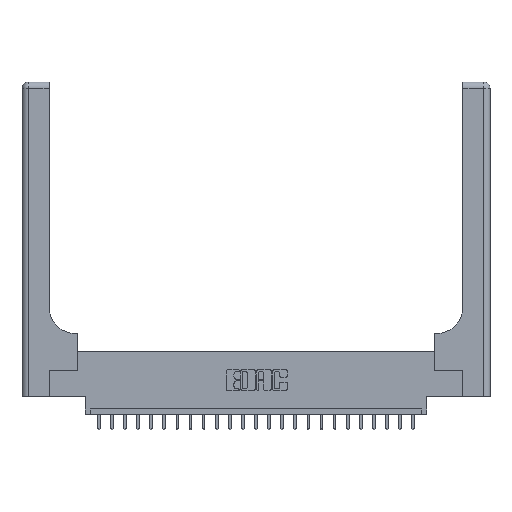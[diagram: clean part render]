
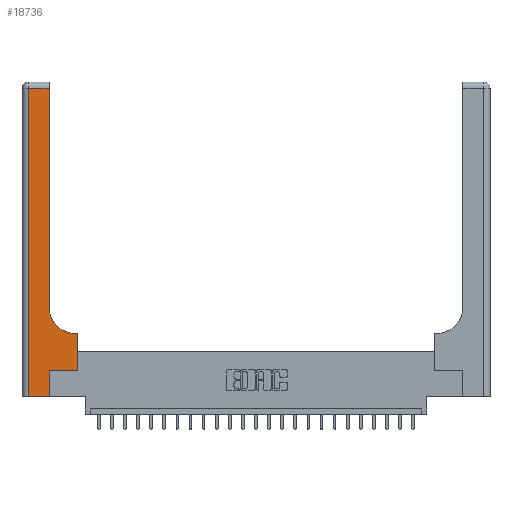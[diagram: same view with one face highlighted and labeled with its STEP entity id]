
A CAD part, top view. The second image highlights one B-rep face of the part: STEP entity #18736.
In plain terms, the highlighted planar face has unit normal (0, 0, 1).
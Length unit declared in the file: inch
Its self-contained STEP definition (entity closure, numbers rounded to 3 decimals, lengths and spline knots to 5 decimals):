
#650 = LINE ( 'NONE', #3015, #18238 ) ;
#855 = ORIENTED_EDGE ( 'NONE', *, *, #21818, .T. ) ;
#878 = CARTESIAN_POINT ( 'NONE',  ( 0.528, 0.25, 0.37 ) ) ;
#970 = LINE ( 'NONE', #2846, #7382 ) ;
#1303 = DIRECTION ( 'NONE',  ( 0., 1., 0. ) ) ;
#1606 = FACE_OUTER_BOUND ( 'NONE', #16762, .T. ) ;
#1686 = EDGE_CURVE ( 'NONE', #6114, #13994, #7877, .T. ) ;
#2846 = CARTESIAN_POINT ( 'NONE',  ( 0.528, 0.25, 0.37 ) ) ;
#3015 = CARTESIAN_POINT ( 'NONE',  ( 0.265, 0.25, 0.37 ) ) ;
#3045 = CARTESIAN_POINT ( 'NONE',  ( 0.265, 0., 0.37 ) ) ;
#3072 = EDGE_CURVE ( 'NONE', #20687, #9444, #22659, .T. ) ;
#3419 = VECTOR ( 'NONE', #3799, 39.37008 ) ;
#3695 = LINE ( 'NONE', #7075, #3419 ) ;
#3799 = DIRECTION ( 'NONE',  ( -1., 0., 0. ) ) ;
#3815 = DIRECTION ( 'NONE',  ( 0., -1., 0. ) ) ;
#4071 = ORIENTED_EDGE ( 'NONE', *, *, #14368, .T. ) ;
#4588 = VECTOR ( 'NONE', #15536, 39.37008 ) ;
#4600 = CARTESIAN_POINT ( 'NONE',  ( 0.26, 3., 0.37 ) ) ;
#5147 = LINE ( 'NONE', #3045, #4588 ) ;
#5305 = DIRECTION ( 'NONE',  ( 0., 0., -1. ) ) ;
#5665 = VERTEX_POINT ( 'NONE', #878 ) ;
#5890 = DIRECTION ( 'NONE',  ( 1., 0., 0. ) ) ;
#6114 = VERTEX_POINT ( 'NONE', #16000 ) ;
#6621 = AXIS2_PLACEMENT_3D ( 'NONE', #15818, #19420, #14050 ) ;
#6902 = CARTESIAN_POINT ( 'NONE',  ( 0.06, 2.94, 0.37 ) ) ;
#7075 = CARTESIAN_POINT ( 'NONE',  ( 0.26, 0.6, 0.37 ) ) ;
#7103 = CARTESIAN_POINT ( 'NONE',  ( 0., 2.94, 0.37 ) ) ;
#7382 = VECTOR ( 'NONE', #1303, 39.37008 ) ;
#7877 = LINE ( 'NONE', #9199, #21621 ) ;
#8020 = VERTEX_POINT ( 'NONE', #6902 ) ;
#8259 = ORIENTED_EDGE ( 'NONE', *, *, #20784, .T. ) ;
#8417 = CARTESIAN_POINT ( 'NONE',  ( 0.26, 0.85, 0.37 ) ) ;
#8783 = DIRECTION ( 'NONE',  ( -1., 0., 0. ) ) ;
#8855 = CARTESIAN_POINT ( 'NONE',  ( 0.26, 2.94, 0.37 ) ) ;
#9043 = CARTESIAN_POINT ( 'NONE',  ( 0.528, 0.6, 0.37 ) ) ;
#9199 = CARTESIAN_POINT ( 'NONE',  ( 0., 0., 0.37 ) ) ;
#9444 = VERTEX_POINT ( 'NONE', #8855 ) ;
#9645 = VERTEX_POINT ( 'NONE', #16252 ) ;
#10370 = CARTESIAN_POINT ( 'NONE',  ( 0.51, 0.85, 0.37 ) ) ;
#11944 = CARTESIAN_POINT ( 'NONE',  ( 0.51, 0.6, 0.37 ) ) ;
#13068 = EDGE_CURVE ( 'NONE', #9645, #5665, #650, .T. ) ;
#13120 = ORIENTED_EDGE ( 'NONE', *, *, #1686, .T. ) ;
#13468 = AXIS2_PLACEMENT_3D ( 'NONE', #10370, #5305, #17708 ) ;
#13994 = VERTEX_POINT ( 'NONE', #14671 ) ;
#14050 = DIRECTION ( 'NONE',  ( -1., 0., 0. ) ) ;
#14266 = EDGE_CURVE ( 'NONE', #5665, #20296, #970, .T. ) ;
#14368 = EDGE_CURVE ( 'NONE', #13994, #9645, #5147, .T. ) ;
#14500 = EDGE_CURVE ( 'NONE', #8020, #6114, #17683, .T. ) ;
#14546 = VECTOR ( 'NONE', #21994, 39.37008 ) ;
#14671 = CARTESIAN_POINT ( 'NONE',  ( 0.265, 0., 0.37 ) ) ;
#15440 = CIRCLE ( 'NONE', #13468, 0.25 ) ;
#15446 = EDGE_CURVE ( 'NONE', #18781, #20687, #15440, .T. ) ;
#15536 = DIRECTION ( 'NONE',  ( 0., 1., 0. ) ) ;
#15818 = CARTESIAN_POINT ( 'NONE',  ( 0., 3., 0.37 ) ) ;
#16000 = CARTESIAN_POINT ( 'NONE',  ( 0.06, 0., 0.37 ) ) ;
#16252 = CARTESIAN_POINT ( 'NONE',  ( 0.265, 0.25, 0.37 ) ) ;
#16762 = EDGE_LOOP ( 'NONE', ( #20021, #8259, #19137, #13120, #4071, #18875, #21617, #855, #21595 ) ) ;
#17051 = LINE ( 'NONE', #7103, #20980 ) ;
#17683 = LINE ( 'NONE', #21802, #18263 ) ;
#17708 = DIRECTION ( 'NONE',  ( 1., 0., 0. ) ) ;
#18238 = VECTOR ( 'NONE', #22630, 39.37008 ) ;
#18263 = VECTOR ( 'NONE', #3815, 39.37008 ) ;
#18736 = ADVANCED_FACE ( 'NONE', ( #1606 ), #21099, .F. ) ;
#18781 = VERTEX_POINT ( 'NONE', #11944 ) ;
#18875 = ORIENTED_EDGE ( 'NONE', *, *, #13068, .T. ) ;
#19137 = ORIENTED_EDGE ( 'NONE', *, *, #14500, .T. ) ;
#19420 = DIRECTION ( 'NONE',  ( 0., 0., -1. ) ) ;
#20021 = ORIENTED_EDGE ( 'NONE', *, *, #3072, .T. ) ;
#20296 = VERTEX_POINT ( 'NONE', #9043 ) ;
#20687 = VERTEX_POINT ( 'NONE', #8417 ) ;
#20784 = EDGE_CURVE ( 'NONE', #9444, #8020, #17051, .T. ) ;
#20980 = VECTOR ( 'NONE', #8783, 39.37008 ) ;
#21099 = PLANE ( 'NONE',  #6621 ) ;
#21595 = ORIENTED_EDGE ( 'NONE', *, *, #15446, .T. ) ;
#21617 = ORIENTED_EDGE ( 'NONE', *, *, #14266, .T. ) ;
#21621 = VECTOR ( 'NONE', #5890, 39.37008 ) ;
#21802 = CARTESIAN_POINT ( 'NONE',  ( 0.06, 3., 0.37 ) ) ;
#21818 = EDGE_CURVE ( 'NONE', #20296, #18781, #3695, .T. ) ;
#21994 = DIRECTION ( 'NONE',  ( 0., 1., 0. ) ) ;
#22630 = DIRECTION ( 'NONE',  ( 1., 0., 0. ) ) ;
#22659 = LINE ( 'NONE', #4600, #14546 ) ;
